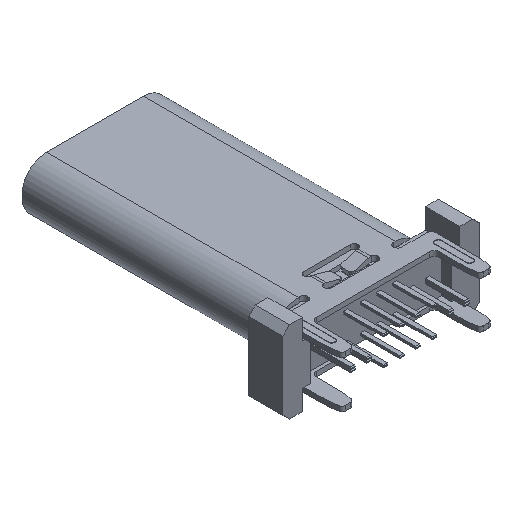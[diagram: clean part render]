
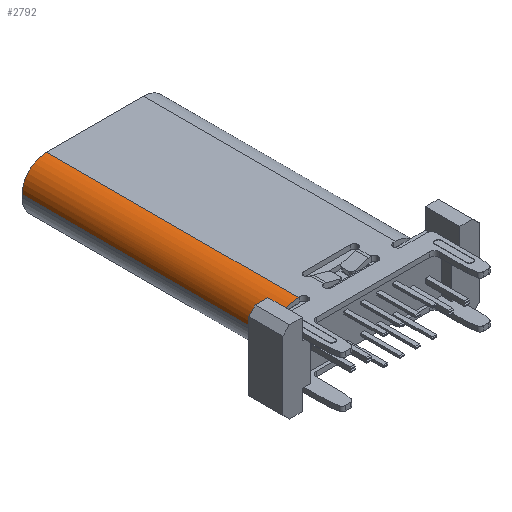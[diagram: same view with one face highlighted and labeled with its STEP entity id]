
A CAD part, isometric view. The second image highlights one B-rep face of the part: STEP entity #2792.
In plain terms, the highlighted cylindrical face has radius 1.5 mm (diameter 3 mm), a partial arc.
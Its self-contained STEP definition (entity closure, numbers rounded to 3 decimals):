
#2396 = VERTEX_POINT ( 'NONE', #14450 ) ;
#2425 = VERTEX_POINT ( 'NONE', #14478 ) ;
#2446 = VERTEX_POINT ( 'NONE', #14284 ) ;
#2792 = ADVANCED_FACE ( 'NONE', ( #9552 ), #9560, .T. ) ;
#3787 = EDGE_CURVE ( 'NONE', #12298, #12942, #9937, .T. ) ;
#3791 = EDGE_CURVE ( 'NONE', #2446, #2396, #9942, .T. ) ;
#3804 = EDGE_CURVE ( 'NONE', #12298, #2396, #9954, .T. ) ;
#3917 = EDGE_CURVE ( 'NONE', #2446, #2425, #21110, .T. ) ;
#4720 = AXIS2_PLACEMENT_3D ( 'NONE', #8171, #8160, #8179 ) ;
#5065 = EDGE_LOOP ( 'NONE', ( #19800, #19942, #18811, #19929, #19839 ) ) ;
#6544 = CARTESIAN_POINT ( 'NONE',  ( -4.856, 33.076, -21.759 ) ) ;
#6545 = DIRECTION ( 'NONE',  ( 0., -1., 0. ) ) ;
#6546 = DIRECTION ( 'NONE',  ( 0., 0., -1. ) ) ;
#6552 = CARTESIAN_POINT ( 'NONE',  ( -4.856, 17.676, -21.759 ) ) ;
#6553 = DIRECTION ( 'NONE',  ( 0., 1., 0. ) ) ;
#6554 = DIRECTION ( 'NONE',  ( 0., 0., -1. ) ) ;
#6568 = CARTESIAN_POINT ( 'NONE',  ( -4.856, 32.676, -20.259 ) ) ;
#6573 = DIRECTION ( 'NONE',  ( 0., -1., 0. ) ) ;
#6782 = CARTESIAN_POINT ( 'NONE',  ( -5.972, 17.676, -20.732 ) ) ;
#6794 = CARTESIAN_POINT ( 'NONE',  ( -5.795, 17.676, -20.589 ) ) ;
#6796 = CARTESIAN_POINT ( 'NONE',  ( -6.11, 17.676, -20.906 ) ) ;
#6797 = CARTESIAN_POINT ( 'NONE',  ( -6.307, 17.676, -21.315 ) ) ;
#6798 = CARTESIAN_POINT ( 'NONE',  ( -6.356, 17.676, -21.531 ) ) ;
#6799 = CARTESIAN_POINT ( 'NONE',  ( -6.356, 17.676, -21.759 ) ) ;
#7220 = AXIS2_PLACEMENT_3D ( 'NONE', #6544, #6545, #6546 ) ;
#7222 = AXIS2_PLACEMENT_3D ( 'NONE', #6552, #6553, #6554 ) ;
#8160 = DIRECTION ( 'NONE',  ( 0., -1., 0. ) ) ;
#8171 = CARTESIAN_POINT ( 'NONE',  ( -4.856, 32.676, -21.759 ) ) ;
#8179 = DIRECTION ( 'NONE',  ( 0., 0., -1. ) ) ;
#9552 = FACE_OUTER_BOUND ( 'NONE', #5065, .T. ) ;
#9560 = CYLINDRICAL_SURFACE ( 'NONE', #4720, 1.5 ) ;
#9937 = CIRCLE ( 'NONE', #7220, 1.5 ) ;
#9942 = CIRCLE ( 'NONE', #7222, 1.5 ) ;
#9954 = LINE ( 'NONE', #6568, #9959 ) ;
#9959 = VECTOR ( 'NONE', #6573, 1000. ) ;
#12298 = VERTEX_POINT ( 'NONE', #17631 ) ;
#12942 = VERTEX_POINT ( 'NONE', #17901 ) ;
#14284 = CARTESIAN_POINT ( 'NONE',  ( -5.795, 17.676, -20.589 ) ) ;
#14450 = CARTESIAN_POINT ( 'NONE',  ( -4.856, 17.676, -20.259 ) ) ;
#14478 = CARTESIAN_POINT ( 'NONE',  ( -6.356, 17.676, -21.759 ) ) ;
#15330 = LINE ( 'NONE', #17154, #15333 ) ;
#15333 = VECTOR ( 'NONE', #17155, 1000. ) ;
#17154 = CARTESIAN_POINT ( 'NONE',  ( -6.356, 32.676, -21.759 ) ) ;
#17155 = DIRECTION ( 'NONE',  ( 0., -1., 0. ) ) ;
#17631 = CARTESIAN_POINT ( 'NONE',  ( -4.856, 33.076, -20.259 ) ) ;
#17901 = CARTESIAN_POINT ( 'NONE',  ( -6.356, 33.076, -21.759 ) ) ;
#18811 = ORIENTED_EDGE ( 'NONE', *, *, #3804, .F. ) ;
#19800 = ORIENTED_EDGE ( 'NONE', *, *, #3917, .F. ) ;
#19839 = ORIENTED_EDGE ( 'NONE', *, *, #22685, .T. ) ;
#19929 = ORIENTED_EDGE ( 'NONE', *, *, #3787, .T. ) ;
#19942 = ORIENTED_EDGE ( 'NONE', *, *, #3791, .T. ) ;
#21110 = B_SPLINE_CURVE_WITH_KNOTS ( 'NONE', 3,
 ( #6794, #6782, #6796, #6797, #6798, #6799 ),
 .UNSPECIFIED., .F., .F.,
 ( 4, 2, 4 ),
 ( 0., 0.5, 1. ),
 .UNSPECIFIED. ) ;
#22685 = EDGE_CURVE ( 'NONE', #12942, #2425, #15330, .T. ) ;
